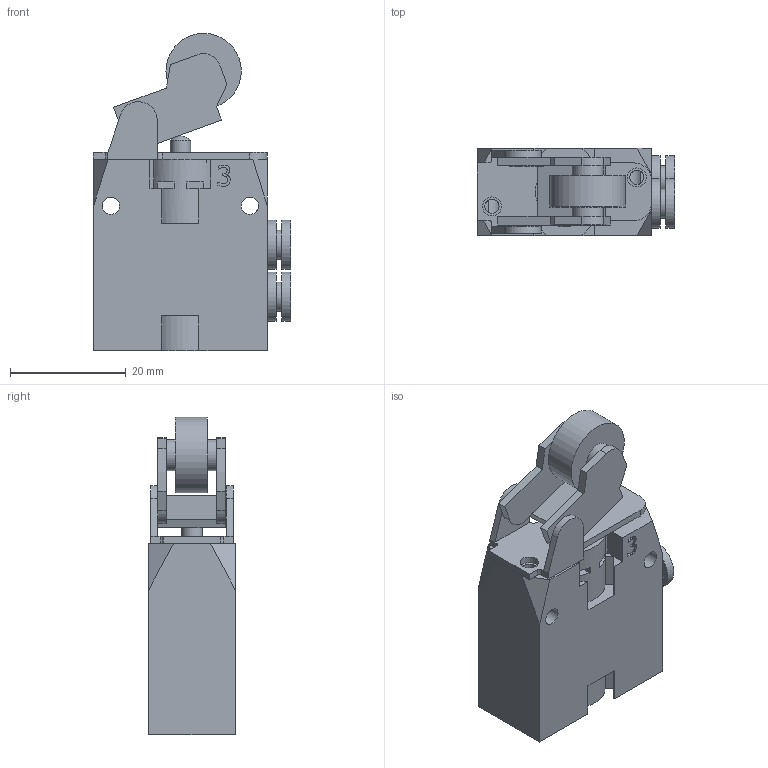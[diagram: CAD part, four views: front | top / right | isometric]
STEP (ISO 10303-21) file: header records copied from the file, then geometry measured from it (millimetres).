
FILE_DESCRIPTION(/* description */ (''),/* implementation_level */ '2;1');
FILE_NAME(/* name */ '104_32_2_1_L#.stp',/* time_stamp */ '2014-11-26T10:40:00+01:00',/* author */ ('maniean1'),/* organization */ ('Pneumax S.p.A.'),/* preprocessor_version */ 'ST-DEVELOPER v15.2',/* originating_system */ 'Autodesk Inventor 2014',/* authorisation */ '');
FILE_SCHEMA (('AUTOMOTIVE_DESIGN { 1 0 10303 214 3 1 1 }'));
Length unit declared in the file: millimetre
Products named in the file (3): 104_32_0_1_L#; 104_2_1-1; 104_32_2_1_L#
Bounding box: 34 x 15 x 54.73 mm (x, y, z)
Volume: 15935.6 mm3; surface area: 7779.6 mm2
Topology: 2 solids, 2 shells, 257 faces, 700 edges, 463 vertices
Faces by surface type: plane 166, bspline 50, cylinder 40, sphere 1
Full cylindrical faces by diameter (mm): 2.45 x4, 3 x2, 3.25 x2, 3.5 x1, 4 x2, 5 x2, 5.4 x2, 8.5 x4, 13 x1
Entity records: 8765 total; most frequent: CARTESIAN_POINT 2376, ORIENTED_EDGE 1328, DIRECTION 1076, EDGE_CURVE 664, LINE 468, VECTOR 468, VERTEX_POINT 450, EDGE_LOOP 316
